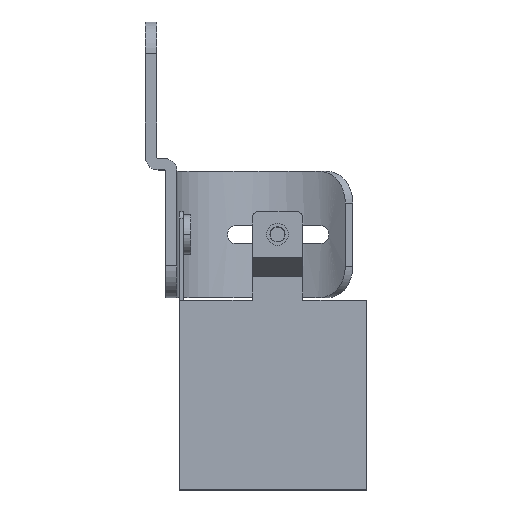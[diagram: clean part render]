
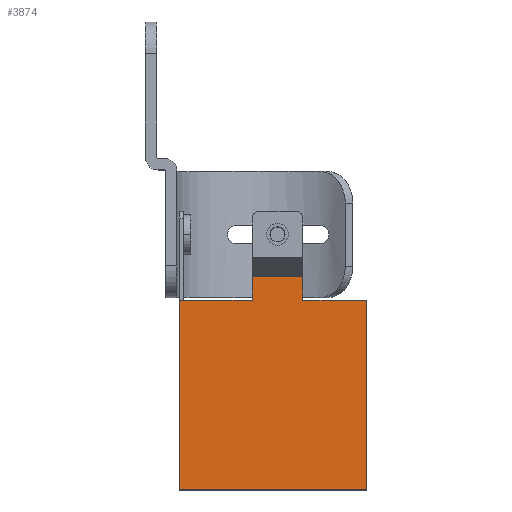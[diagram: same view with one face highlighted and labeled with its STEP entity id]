
A CAD part, top view. The second image highlights one B-rep face of the part: STEP entity #3874.
In plain terms, the highlighted planar face has unit normal (0, 0, 1).
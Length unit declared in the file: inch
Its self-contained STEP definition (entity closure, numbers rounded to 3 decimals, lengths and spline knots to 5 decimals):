
#1585=DIRECTION('',(1.,0.,0.));
#1586=VECTOR('',#1585,0.575);
#1587=CARTESIAN_POINT('',(-0.78031,-1.13,0.59937));
#1588=LINE('',#1587,#1586);
#1775=DIRECTION('',(1.,0.,0.));
#1776=VECTOR('',#1775,1.48);
#1777=CARTESIAN_POINT('',(-0.78031,-2.63,0.59937));
#1778=LINE('',#1777,#1776);
#2165=DIRECTION('',(1.,0.,0.));
#2166=VECTOR('',#2165,0.505);
#2167=CARTESIAN_POINT('',(0.19469,-1.13,0.59937));
#2168=LINE('',#2167,#2166);
#2237=DIRECTION('',(0.,1.,0.));
#2238=VECTOR('',#2237,1.5);
#2239=CARTESIAN_POINT('',(0.69969,-2.63,0.59937));
#2240=LINE('',#2239,#2238);
#2241=DIRECTION('',(0.,1.,0.));
#2242=VECTOR('',#2241,1.5);
#2243=CARTESIAN_POINT('',(-0.78031,-2.63,0.59937));
#2244=LINE('',#2243,#2242);
#2253=DIRECTION('',(0.,1.,0.));
#2254=VECTOR('',#2253,0.18435);
#2255=CARTESIAN_POINT('',(-0.20531,-1.13,0.59937));
#2256=LINE('',#2255,#2254);
#2317=DIRECTION('',(0.,1.,0.));
#2318=VECTOR('',#2317,0.18435);
#2319=CARTESIAN_POINT('',(0.19469,-1.13,0.59937));
#2320=LINE('',#2319,#2318);
#2365=DIRECTION('',(1.,0.,0.));
#2366=VECTOR('',#2365,0.4);
#2367=CARTESIAN_POINT('',(-0.20531,-0.94565,
0.59937));
#2368=LINE('',#2367,#2366);
#2437=CARTESIAN_POINT('',(-0.78031,-2.63,0.59937));
#2438=VERTEX_POINT('',#2437);
#2439=CARTESIAN_POINT('',(0.69969,-2.63,0.59937));
#2440=VERTEX_POINT('',#2439);
#2451=CARTESIAN_POINT('',(-0.78031,-1.13,0.59937));
#2452=VERTEX_POINT('',#2451);
#2489=CARTESIAN_POINT('',(-0.20531,-0.94565,
0.59937));
#2491=VERTEX_POINT('',#2489);
#2497=CARTESIAN_POINT('',(0.19469,-0.94565,
0.59937));
#2499=VERTEX_POINT('',#2497);
#2505=CARTESIAN_POINT('',(-0.20531,-1.13,0.59937));
#2507=VERTEX_POINT('',#2505);
#2509=CARTESIAN_POINT('',(0.19469,-1.13,0.59937));
#2511=VERTEX_POINT('',#2509);
#2513=CARTESIAN_POINT('',(0.69969,-1.13,0.59937));
#2514=VERTEX_POINT('',#2513);
#3856=CARTESIAN_POINT('',(-0.78031,-2.63,0.59937));
#3857=DIRECTION('',(0.,0.,1.));
#3858=DIRECTION('',(1.,0.,0.));
#3859=AXIS2_PLACEMENT_3D('',#3856,#3857,#3858);
#3860=PLANE('',#3859);
#3861=ORIENTED_EDGE('',*,*,#2882,.T.);
#3863=ORIENTED_EDGE('',*,*,#3862,.T.);
#3865=ORIENTED_EDGE('',*,*,#3864,.T.);
#3867=ORIENTED_EDGE('',*,*,#3866,.F.);
#3868=ORIENTED_EDGE('',*,*,#3745,.T.);
#3869=ORIENTED_EDGE('',*,*,#3849,.F.);
#3870=ORIENTED_EDGE('',*,*,#3122,.F.);
#3871=ORIENTED_EDGE('',*,*,#2805,.T.);
#3872=EDGE_LOOP('',(#3861,#3863,#3865,#3867,#3868,#3869,#3870,#3871));
#3873=FACE_OUTER_BOUND('',#3872,.F.);
#3874=ADVANCED_FACE('',(#3873),#3860,.T.);
#2805=EDGE_CURVE('',#2438,#2452,#2244,.T.);
#2882=EDGE_CURVE('',#2452,#2507,#1588,.T.);
#3122=EDGE_CURVE('',#2438,#2440,#1778,.T.);
#3745=EDGE_CURVE('',#2511,#2514,#2168,.T.);
#3849=EDGE_CURVE('',#2440,#2514,#2240,.T.);
#3862=EDGE_CURVE('',#2507,#2491,#2256,.T.);
#3864=EDGE_CURVE('',#2491,#2499,#2368,.T.);
#3866=EDGE_CURVE('',#2511,#2499,#2320,.T.);
